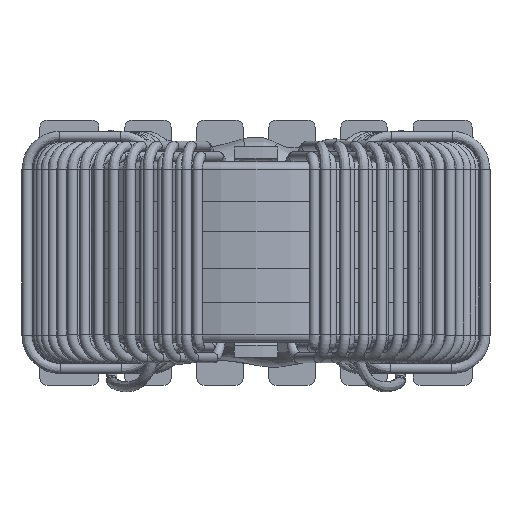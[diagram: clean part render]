
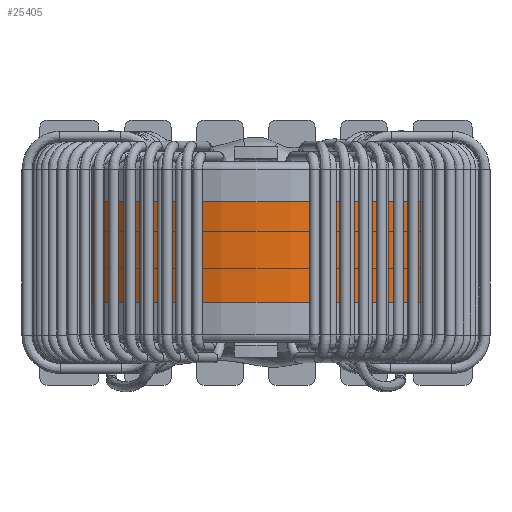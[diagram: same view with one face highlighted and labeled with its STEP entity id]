
A CAD part, top view. The second image highlights one B-rep face of the part: STEP entity #25405.
In plain terms, the highlighted cylindrical face has radius 14.155 mm (diameter 28.31 mm), a full revolution.
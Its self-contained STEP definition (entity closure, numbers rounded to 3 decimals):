
#7007=ORIENTED_EDGE('',*,*,#9097,.T.);
#7008=ORIENTED_EDGE('',*,*,#9098,.F.);
#9097=EDGE_CURVE('',#10777,#10777,#11850,.T.);
#9098=EDGE_CURVE('',#10778,#10778,#11851,.T.);
#10777=VERTEX_POINT('',#90803);
#10778=VERTEX_POINT('',#90805);
#11850=CIRCLE('',#27595,14.155);
#11851=CIRCLE('',#27596,14.155);
#14062=EDGE_LOOP('',(#7007));
#14063=EDGE_LOOP('',(#7008));
#16278=FACE_BOUND('',#14062,.T.);
#16279=FACE_BOUND('',#14063,.T.);
#16782=CYLINDRICAL_SURFACE('',#27594,14.155);
#25405=ADVANCED_FACE('',(#16278,#16279),#16782,.T.);
#27594=AXIS2_PLACEMENT_3D('',#90801,#32797,#32798);
#27595=AXIS2_PLACEMENT_3D('',#90802,#32799,#32800);
#27596=AXIS2_PLACEMENT_3D('',#90804,#32801,#32802);
#32797=DIRECTION('',(0.,1.,0.));
#32798=DIRECTION('',(0.,0.,1.));
#32799=DIRECTION('',(0.,1.,0.));
#32800=DIRECTION('',(1.,0.,0.));
#32801=DIRECTION('',(0.,1.,0.));
#32802=DIRECTION('',(1.,0.,0.));
#90801=CARTESIAN_POINT('',(0.,-3.5,0.));
#90802=CARTESIAN_POINT('',(0.,-3.5,0.));
#90803=CARTESIAN_POINT('',(14.155,-3.5,0.));
#90804=CARTESIAN_POINT('',(0.,3.5,0.));
#90805=CARTESIAN_POINT('',(14.155,3.5,0.));
